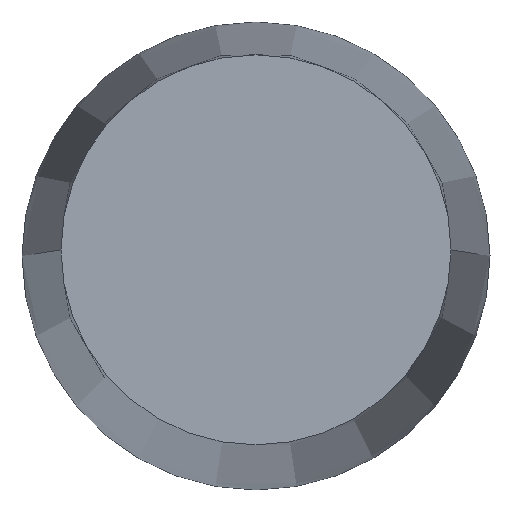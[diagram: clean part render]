
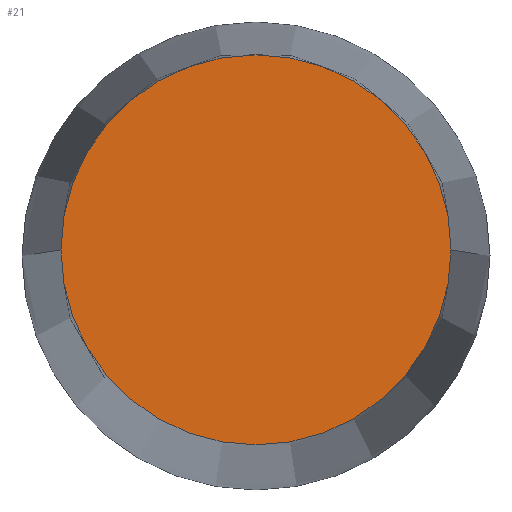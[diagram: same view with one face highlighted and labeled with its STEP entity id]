
A CAD part, top view. The second image highlights one B-rep face of the part: STEP entity #21.
In plain terms, the highlighted planar face has unit normal (0, 0, 1).
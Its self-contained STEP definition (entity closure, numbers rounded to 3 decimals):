
#3 = DIRECTION ( 'NONE',  ( 0., 0., 1. ) ) ;
#6 = CARTESIAN_POINT ( 'NONE',  ( 0., 0., 9. ) ) ;
#9 = AXIS2_PLACEMENT_3D ( 'NONE', #23, #3, #107 ) ;
#12 = ORIENTED_EDGE ( 'NONE', *, *, #137, .T. ) ;
#13 = FACE_OUTER_BOUND ( 'NONE', #75, .T. ) ;
#21 = ADVANCED_FACE ( 'NONE', ( #13 ), #96, .T. ) ;
#23 = CARTESIAN_POINT ( 'NONE',  ( 1., 0., 9. ) ) ;
#29 = AXIS2_PLACEMENT_3D ( 'NONE', #52, #39, #63 ) ;
#37 = VERTEX_POINT ( 'NONE', #111 ) ;
#39 = DIRECTION ( 'NONE',  ( 0., 0., 1. ) ) ;
#50 = CIRCLE ( 'NONE', #29, 1. ) ;
#51 = VERTEX_POINT ( 'NONE', #113 ) ;
#52 = CARTESIAN_POINT ( 'NONE',  ( 0., 0., 9. ) ) ;
#63 = DIRECTION ( 'NONE',  ( 1., 0., 0. ) ) ;
#70 = EDGE_CURVE ( 'NONE', #51, #37, #50, .T. ) ;
#75 = EDGE_LOOP ( 'NONE', ( #121, #12 ) ) ;
#93 = DIRECTION ( 'NONE',  ( 0., 0., 1. ) ) ;
#96 = PLANE ( 'NONE',  #9 ) ;
#101 = CIRCLE ( 'NONE', #128, 1. ) ;
#107 = DIRECTION ( 'NONE',  ( 1., 0., 0. ) ) ;
#111 = CARTESIAN_POINT ( 'NONE',  ( 1., 0., 9. ) ) ;
#113 = CARTESIAN_POINT ( 'NONE',  ( -1., 0., 9. ) ) ;
#121 = ORIENTED_EDGE ( 'NONE', *, *, #70, .T. ) ;
#128 = AXIS2_PLACEMENT_3D ( 'NONE', #6, #93, #136 ) ;
#136 = DIRECTION ( 'NONE',  ( 1., 0., 0. ) ) ;
#137 = EDGE_CURVE ( 'NONE', #37, #51, #101, .T. ) ;
